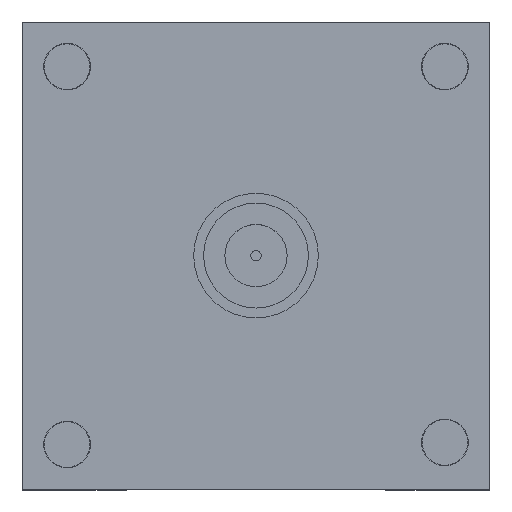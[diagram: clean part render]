
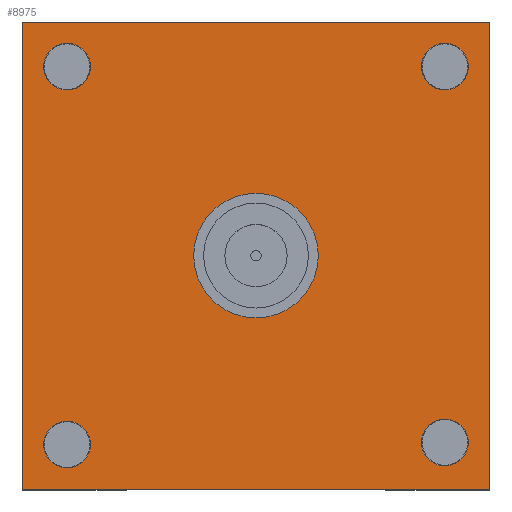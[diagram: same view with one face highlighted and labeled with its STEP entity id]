
A CAD part, top view. The second image highlights one B-rep face of the part: STEP entity #8975.
In plain terms, the highlighted planar face has unit normal (0, 0, 1).
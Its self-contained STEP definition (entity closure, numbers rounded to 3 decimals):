
#1296=LINE('',#60766,#3056);
#1297=LINE('',#60769,#3057);
#1298=LINE('',#60771,#3058);
#1299=LINE('',#60773,#3059);
#3056=VECTOR('',#44784,1.);
#3057=VECTOR('',#44785,1.);
#3058=VECTOR('',#44786,1.);
#3059=VECTOR('',#44787,1.);
#7244=PLANE('',#37335);
#8975=ADVANCED_FACE('',(#11630,#11631,#11632,#11633,#11634,#11635),#7244,
 .T.);
#11630=FACE_BOUND('',#14677,.T.);
#11631=FACE_BOUND('',#14678,.T.);
#11632=FACE_BOUND('',#14679,.T.);
#11633=FACE_BOUND('',#14680,.T.);
#11634=FACE_BOUND('',#14681,.T.);
#11635=FACE_BOUND('',#14682,.T.);
#14677=EDGE_LOOP('',(#21375));
#14678=EDGE_LOOP('',(#21376));
#14679=EDGE_LOOP('',(#21377,#21378,#21379,#21380));
#14680=EDGE_LOOP('',(#21381));
#14681=EDGE_LOOP('',(#21382));
#14682=EDGE_LOOP('',(#21383));
#21375=ORIENTED_EDGE('',*,*,#30915,.T.);
#21376=ORIENTED_EDGE('',*,*,#30916,.T.);
#21377=ORIENTED_EDGE('',*,*,#30917,.F.);
#21378=ORIENTED_EDGE('',*,*,#30918,.F.);
#21379=ORIENTED_EDGE('',*,*,#30919,.F.);
#21380=ORIENTED_EDGE('',*,*,#30920,.F.);
#21381=ORIENTED_EDGE('',*,*,#30921,.T.);
#21382=ORIENTED_EDGE('',*,*,#30922,.T.);
#21383=ORIENTED_EDGE('',*,*,#30923,.T.);
#27007=VERTEX_POINT('',#60763);
#27008=VERTEX_POINT('',#60765);
#27009=VERTEX_POINT('',#60767);
#27010=VERTEX_POINT('',#60768);
#27011=VERTEX_POINT('',#60770);
#27012=VERTEX_POINT('',#60772);
#27013=VERTEX_POINT('',#60775);
#27014=VERTEX_POINT('',#60777);
#27015=VERTEX_POINT('',#60779);
#30915=EDGE_CURVE('',#27007,#27007,#34120,.T.);
#30916=EDGE_CURVE('',#27008,#27008,#34121,.T.);
#30917=EDGE_CURVE('',#27009,#27010,#1296,.T.);
#30918=EDGE_CURVE('',#27011,#27009,#1297,.T.);
#30919=EDGE_CURVE('',#27012,#27011,#1298,.T.);
#30920=EDGE_CURVE('',#27010,#27012,#1299,.T.);
#30921=EDGE_CURVE('',#27013,#27013,#34122,.T.);
#30922=EDGE_CURVE('',#27014,#27014,#34123,.T.);
#30923=EDGE_CURVE('',#27015,#27015,#34124,.T.);
#34120=CIRCLE('',#37330,22.5);
#34121=CIRCLE('',#37331,22.5);
#34122=CIRCLE('',#37332,22.5);
#34123=CIRCLE('',#37333,22.5);
#34124=CIRCLE('',#37334,60.);
#37330=AXIS2_PLACEMENT_3D('',#60762,#44780,#44781);
#37331=AXIS2_PLACEMENT_3D('',#60764,#44782,#44783);
#37332=AXIS2_PLACEMENT_3D('',#60774,#44788,#44789);
#37333=AXIS2_PLACEMENT_3D('',#60776,#44790,#44791);
#37334=AXIS2_PLACEMENT_3D('',#60778,#44792,#44793);
#37335=AXIS2_PLACEMENT_3D('',#60780,#44794,#44795);
#44780=DIRECTION('',(0.,0.,-1.));
#44781=DIRECTION('',(-1.,0.,0.));
#44782=DIRECTION('',(0.,0.,-1.));
#44783=DIRECTION('',(-1.,0.,0.));
#44784=DIRECTION('',(-1.,0.,0.));
#44785=DIRECTION('',(0.,-1.,0.));
#44786=DIRECTION('',(1.,0.,0.));
#44787=DIRECTION('',(0.,1.,0.));
#44788=DIRECTION('',(0.,0.,-1.));
#44789=DIRECTION('',(-1.,0.,0.));
#44790=DIRECTION('',(0.,0.,-1.));
#44791=DIRECTION('',(1.,0.,0.));
#44792=DIRECTION('',(0.,0.,-1.));
#44793=DIRECTION('',(-1.,0.,0.));
#44794=DIRECTION('',(0.,0.,1.));
#44795=DIRECTION('',(1.,0.,0.));
#60762=CARTESIAN_POINT('',(-182.,182.,190.1));
#60763=CARTESIAN_POINT('',(-204.5,182.,190.1));
#60764=CARTESIAN_POINT('',(182.,-180.,190.1));
#60765=CARTESIAN_POINT('',(159.5,-180.,190.1));
#60766=CARTESIAN_POINT('',(0.,-225.,190.1));
#60767=CARTESIAN_POINT('',(225.,-225.,190.1));
#60768=CARTESIAN_POINT('',(-225.,-225.,190.1));
#60769=CARTESIAN_POINT('',(225.,0.,190.1));
#60770=CARTESIAN_POINT('',(225.,225.,190.1));
#60771=CARTESIAN_POINT('',(0.,225.,190.1));
#60772=CARTESIAN_POINT('',(-225.,225.,190.1));
#60773=CARTESIAN_POINT('',(-225.,0.,190.1));
#60774=CARTESIAN_POINT('',(182.,182.,190.1));
#60775=CARTESIAN_POINT('',(159.5,182.,190.1));
#60776=CARTESIAN_POINT('',(-182.,-182.,190.1));
#60777=CARTESIAN_POINT('',(-159.5,-182.,190.1));
#60778=CARTESIAN_POINT('',(0.,0.,190.1));
#60779=CARTESIAN_POINT('',(-60.,0.,190.1));
#60780=CARTESIAN_POINT('',(0.,0.,190.1));
